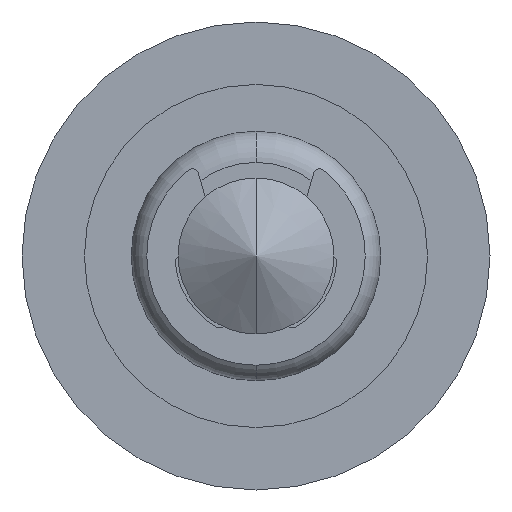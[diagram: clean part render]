
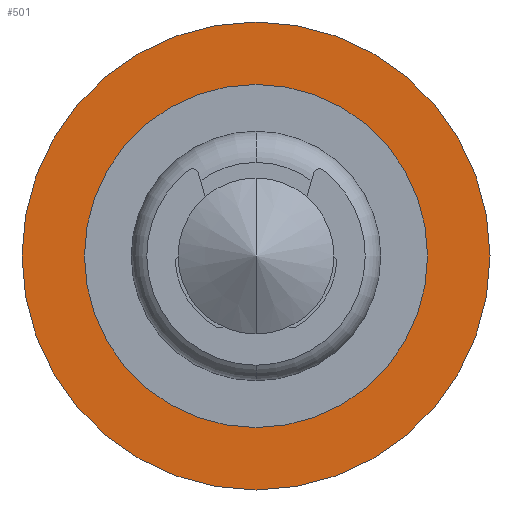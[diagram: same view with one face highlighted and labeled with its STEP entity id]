
A CAD part, front view. The second image highlights one B-rep face of the part: STEP entity #501.
In plain terms, the highlighted planar face has unit normal (0, -1, 0).
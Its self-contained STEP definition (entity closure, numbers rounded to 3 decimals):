
#181 = EDGE_CURVE ( 'NONE', #712, #713, #344, .T. ) ;
#244 = CIRCLE ( 'NONE', #1315, 7.5 ) ;
#248 = CIRCLE ( 'NONE', #1325, 7.5 ) ;
#308 = CIRCLE ( 'NONE', #1407, 5.5 ) ;
#344 = CIRCLE ( 'NONE', #1424, 5.5 ) ;
#372 = EDGE_CURVE ( 'NONE', #713, #712, #308, .T. ) ;
#501 = ADVANCED_FACE ( 'NONE', ( #1373, #1362 ), #1816, .T. ) ;
#521 = EDGE_CURVE ( 'NONE', #642, #680, #248, .T. ) ;
#526 = EDGE_CURVE ( 'NONE', #680, #642, #244, .T. ) ;
#572 = EDGE_LOOP ( 'NONE', ( #746, #747 ) ) ;
#576 = EDGE_LOOP ( 'NONE', ( #989, #990 ) ) ;
#642 = VERTEX_POINT ( 'NONE', #1715 ) ;
#680 = VERTEX_POINT ( 'NONE', #1677 ) ;
#712 = VERTEX_POINT ( 'NONE', #1645 ) ;
#713 = VERTEX_POINT ( 'NONE', #1644 ) ;
#746 = ORIENTED_EDGE ( 'NONE', *, *, #521, .F. ) ;
#747 = ORIENTED_EDGE ( 'NONE', *, *, #526, .F. ) ;
#989 = ORIENTED_EDGE ( 'NONE', *, *, #181, .T. ) ;
#990 = ORIENTED_EDGE ( 'NONE', *, *, #372, .T. ) ;
#991 = CARTESIAN_POINT ( 'NONE',  ( 0., 27.443, 0. ) ) ;
#992 = DIRECTION ( 'NONE',  ( 0., 1., 0. ) ) ;
#993 = DIRECTION ( 'NONE',  ( 0., 0., 1. ) ) ;
#1126 = CARTESIAN_POINT ( 'NONE',  ( 0., 27.443, 0. ) ) ;
#1130 = DIRECTION ( 'NONE',  ( 0., 1., 0. ) ) ;
#1131 = DIRECTION ( 'NONE',  ( 0., 0., 1. ) ) ;
#1315 = AXIS2_PLACEMENT_3D ( 'NONE', #1743, #1739, #1738 ) ;
#1325 = AXIS2_PLACEMENT_3D ( 'NONE', #1758, #1754, #1753 ) ;
#1362 = FACE_OUTER_BOUND ( 'NONE', #572, .T. ) ;
#1365 = AXIS2_PLACEMENT_3D ( 'NONE', #1815, #1814, #1813 ) ;
#1373 = FACE_BOUND ( 'NONE', #576, .T. ) ;
#1407 = AXIS2_PLACEMENT_3D ( 'NONE', #1126, #1130, #1131 ) ;
#1424 = AXIS2_PLACEMENT_3D ( 'NONE', #991, #992, #993 ) ;
#1644 = CARTESIAN_POINT ( 'NONE',  ( 0., 27.443, -5.5 ) ) ;
#1645 = CARTESIAN_POINT ( 'NONE',  ( 0., 27.443, 5.5 ) ) ;
#1677 = CARTESIAN_POINT ( 'NONE',  ( 0., 27.443, -7.5 ) ) ;
#1715 = CARTESIAN_POINT ( 'NONE',  ( 0., 27.443, 7.5 ) ) ;
#1738 = DIRECTION ( 'NONE',  ( 0., 0., 1. ) ) ;
#1739 = DIRECTION ( 'NONE',  ( 0., 1., 0. ) ) ;
#1743 = CARTESIAN_POINT ( 'NONE',  ( 0., 27.443, 0. ) ) ;
#1753 = DIRECTION ( 'NONE',  ( 0., 0., 1. ) ) ;
#1754 = DIRECTION ( 'NONE',  ( 0., 1., 0. ) ) ;
#1758 = CARTESIAN_POINT ( 'NONE',  ( 0., 27.443, 0. ) ) ;
#1813 = DIRECTION ( 'NONE',  ( 0., 0., -1. ) ) ;
#1814 = DIRECTION ( 'NONE',  ( 0., -1., 0. ) ) ;
#1815 = CARTESIAN_POINT ( 'NONE',  ( -5.5, 27.443, 0. ) ) ;
#1816 = PLANE ( 'NONE',  #1365 ) ;
